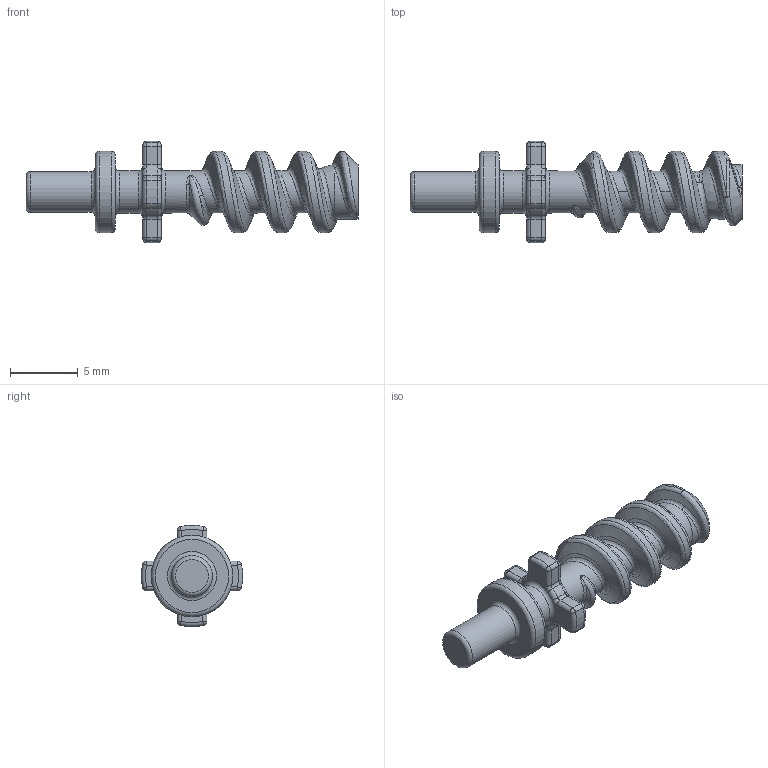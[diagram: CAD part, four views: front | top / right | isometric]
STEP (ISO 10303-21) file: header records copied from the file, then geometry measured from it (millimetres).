
FILE_DESCRIPTION(/* description */ ('OpenIRV project focus board worm part v0.1.0'),/* implementation_level */ '2;1');
FILE_NAME(/* name */ 'focus_worm.stp',/* time_stamp */ '2020-08-26T00:45:29+03:00',/* author */ ('Vaagn Oganesyan'),/* organization */ ('-'),/* preprocessor_version */ 'ST-DEVELOPER v17.2',/* originating_system */ 'Autodesk Inventor 2019',/* authorisation */ '');
FILE_SCHEMA (('AUTOMOTIVE_DESIGN { 1 0 10303 214 3 1 1 }'));
Length unit declared in the file: millimetre
Products named in the file (1): Червяк
Bounding box: 24.5 x 7.48 x 7.48 mm (x, y, z)
Volume: 345 mm3; surface area: 520.7 mm2
Topology: 1 solids, 1 shells, 172 faces, 376 edges, 209 vertices
Faces by surface type: cylinder 53, torus 43, bspline 28, plane 24, sphere 21, cone 3
Full cylindrical faces by diameter (mm): 2.1 x1, 3 x1, 3.1 x3, 6 x4
Entity records: 7133 total; most frequent: CARTESIAN_POINT 3398, DIRECTION 829, ORIENTED_EDGE 752, EDGE_CURVE 376, AXIS2_PLACEMENT_3D 374, CIRCLE 227, VERTEX_POINT 209, EDGE_LOOP 175
